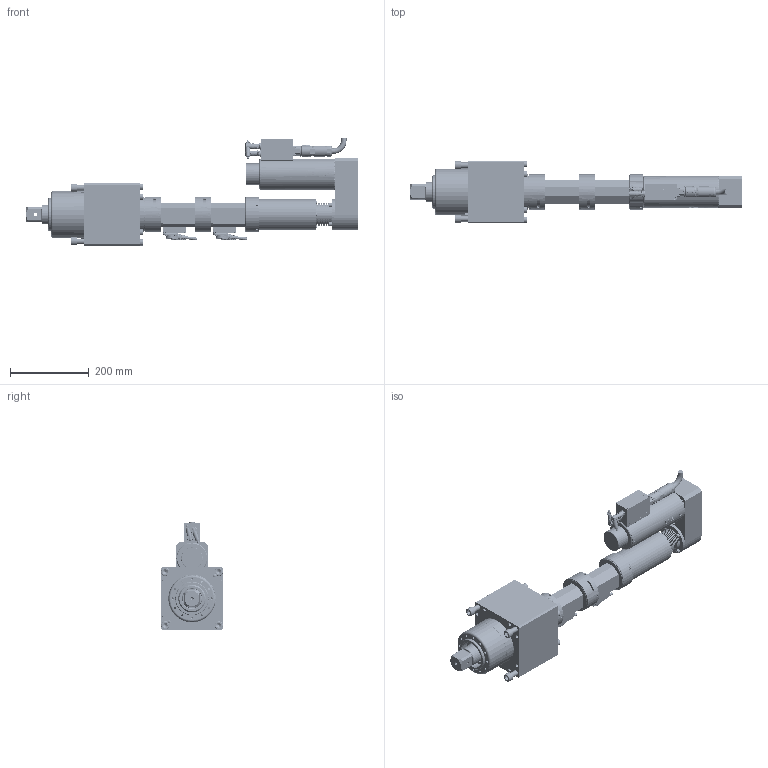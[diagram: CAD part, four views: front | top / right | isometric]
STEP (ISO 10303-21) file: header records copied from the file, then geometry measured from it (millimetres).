
FILE_DESCRIPTION(/* description */ (''),/* implementation_level */ '2;1');
FILE_NAME(/* name */ '4BDU2800T2S-A_IAM_001.iam.step',/* time_stamp */ '2021-08-10T09:03:19+02:00',/* author */ ('cideon'),/* organization */ (''),/* preprocessor_version */ 'ST-DEVELOPER v17.2',/* originating_system */ 'Autodesk Inventor 2019',/* authorisation */ '');
FILE_SCHEMA (('AUTOMOTIVE_DESIGN { 1 0 10303 214 3 1 1 }'));
Products named in the file (1): Bauteil19
Bounding box: 843.6 x 159 x 273.6 mm (x, y, z)
Volume: 6584563.1 mm3; surface area: 1197417.5 mm2
Topology: 12 solids, 12 shells, 8260 faces, 24565 edges, 16142 vertices
Faces by surface type: plane 4608, cylinder 2023, cone 839, torus 399, bspline 359, sphere 32
Full cylindrical faces by diameter (mm): 0.434 x4, 0.6 x32, 1.4 x2, 1.5 x4, 1.6 x2, 1.7 x6, 1.83 x4, 2.1 x4, 2.5 x16, 3 x8, 3.2 x4, 3.3 x8, 3.5 x4, 4 x3, 4.02 x4, 4.2 x3, 5 x26, 5.1 x1, 5.41 x12, 5.5 x24, 5.9 x2, 6 x20, 6.3 x2, 6.5 x2, 6.6 x6, 6.8 x4, 7 x10, 7.3 x2, 8 x11, 8.4 x8
Entity records: 350647 total; most frequent: CARTESIAN_POINT 125812, ORIENTED_EDGE 49016, DIRECTION 45274, EDGE_CURVE 24508, AXIS2_PLACEMENT_3D 17389, VERTEX_POINT 16178, LINE 10496, VECTOR 10496
